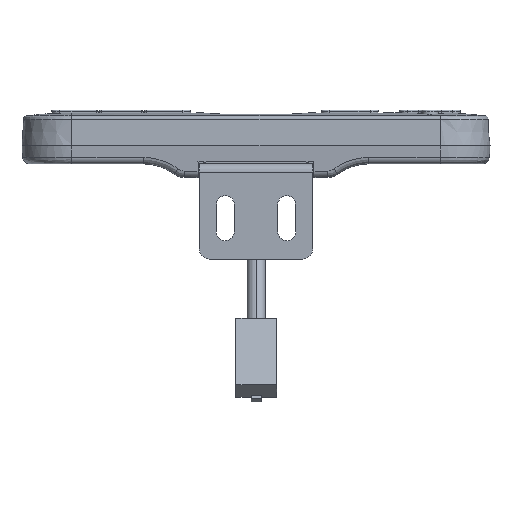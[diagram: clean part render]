
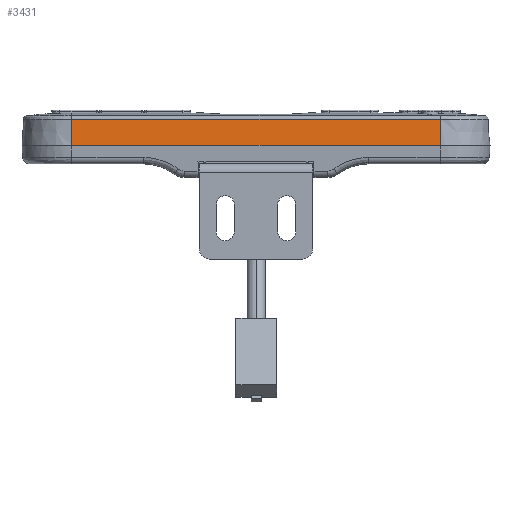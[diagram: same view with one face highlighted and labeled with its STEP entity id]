
A CAD part, front view. The second image highlights one B-rep face of the part: STEP entity #3431.
In plain terms, the highlighted planar face has unit normal (0, -0.998, 0.063).
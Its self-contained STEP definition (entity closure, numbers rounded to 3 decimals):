
#1224 = DIRECTION ( 'NONE',  ( 0., 0.063, 0.998 ) ) ;
#1960 = CARTESIAN_POINT ( 'NONE',  ( 15104.152, 50035.882, 17117.032 ) ) ;
#2126 = CARTESIAN_POINT ( 'NONE',  ( 14996.152, 50035.403, 17109.4 ) ) ;
#2667 = LINE ( 'NONE', #6603, #14897 ) ;
#3007 = ORIENTED_EDGE ( 'NONE', *, *, #5016, .T. ) ;
#3431 = ADVANCED_FACE ( 'NONE', ( #12582 ), #7618, .T. ) ;
#5016 = EDGE_CURVE ( 'NONE', #8970, #13166, #2667, .T. ) ;
#5263 = ORIENTED_EDGE ( 'NONE', *, *, #22531, .F. ) ;
#5551 = EDGE_CURVE ( 'NONE', #8970, #15724, #12419, .T. ) ;
#6603 = CARTESIAN_POINT ( 'NONE',  ( 15104.152, 50035.918, 17117.603 ) ) ;
#7618 = PLANE ( 'NONE',  #10244 ) ;
#7779 = VECTOR ( 'NONE', #19119, 1000. ) ;
#8970 = VERTEX_POINT ( 'NONE', #19105 ) ;
#9004 = ORIENTED_EDGE ( 'NONE', *, *, #17910, .T. ) ;
#9156 = DIRECTION ( 'NONE',  ( 0., -0.063, -0.998 ) ) ;
#10129 = CARTESIAN_POINT ( 'NONE',  ( 14996.152, 50035.918, 17117.603 ) ) ;
#10179 = DIRECTION ( 'NONE',  ( 1., 0., 0. ) ) ;
#10244 = AXIS2_PLACEMENT_3D ( 'NONE', #19800, #21611, #9156 ) ;
#10663 = ORIENTED_EDGE ( 'NONE', *, *, #5551, .F. ) ;
#11431 = EDGE_LOOP ( 'NONE', ( #9004, #10663, #3007, #5263 ) ) ;
#12413 = CARTESIAN_POINT ( 'NONE',  ( 14996.152, 50035.403, 17109.4 ) ) ;
#12419 = LINE ( 'NONE', #12413, #7779 ) ;
#12582 = FACE_OUTER_BOUND ( 'NONE', #11431, .T. ) ;
#13166 = VERTEX_POINT ( 'NONE', #1960 ) ;
#13366 = VECTOR ( 'NONE', #22502, 1000. ) ;
#13649 = CARTESIAN_POINT ( 'NONE',  ( 15104.152, 50035.882, 17117.032 ) ) ;
#14897 = VECTOR ( 'NONE', #1224, 1000. ) ;
#15219 = LINE ( 'NONE', #13649, #20143 ) ;
#15577 = VERTEX_POINT ( 'NONE', #16209 ) ;
#15724 = VERTEX_POINT ( 'NONE', #2126 ) ;
#16209 = CARTESIAN_POINT ( 'NONE',  ( 14996.152, 50035.882, 17117.032 ) ) ;
#17910 = EDGE_CURVE ( 'NONE', #15577, #15724, #21550, .T. ) ;
#19105 = CARTESIAN_POINT ( 'NONE',  ( 15104.152, 50035.403, 17109.4 ) ) ;
#19119 = DIRECTION ( 'NONE',  ( -1., 0., 0. ) ) ;
#19800 = CARTESIAN_POINT ( 'NONE',  ( 14996.152, 50035.918, 17117.603 ) ) ;
#20143 = VECTOR ( 'NONE', #10179, 1000. ) ;
#21550 = LINE ( 'NONE', #10129, #13366 ) ;
#21611 = DIRECTION ( 'NONE',  ( 0., -0.998, 0.063 ) ) ;
#22502 = DIRECTION ( 'NONE',  ( 0., -0.063, -0.998 ) ) ;
#22531 = EDGE_CURVE ( 'NONE', #15577, #13166, #15219, .T. ) ;
